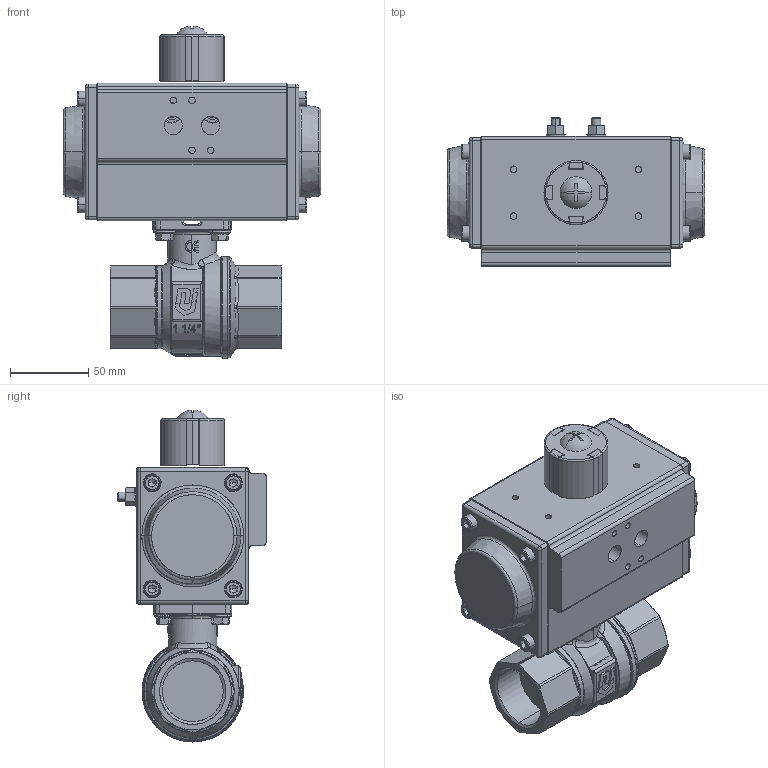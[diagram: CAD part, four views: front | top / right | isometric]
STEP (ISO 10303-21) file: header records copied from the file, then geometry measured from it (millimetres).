
FILE_DESCRIPTION (( 'STEP AP214' ), '1' );
FILE_NAME ('PK01_DN32_einfachwirkend (PK01010006).STEP', '2022-01-14T12:29:43', ( '' ), ( '' ), 'SwSTEP 2.0', 'SolidWorks 2021', '' );
FILE_SCHEMA (( 'AUTOMOTIVE_DESIGN' ));
Length unit declared in the file: metre
Products named in the file (1): PK01_DN32_einfachwirkend (PK01010006)
Bounding box: 165 x 95 x 212.65 mm (x, y, z)
Surface area: 121492.9 mm2 (no closed solid volume)
Topology: 0 solids, 851 shells, 1019 faces, 4703 edges, 4510 vertices
Faces by surface type: plane 368, bspline 262, cylinder 250, cone 129, torus 8, sphere 2
Entity records: 87121 total; most frequent: CARTESIAN_POINT 42306, DIRECTION 5841, ORIENTED_EDGE 5012, EDGE_CURVE 4679, VERTEX_POINT 4510, AXIS2_PLACEMENT_3D 1992, LINE 1857, VECTOR 1857
